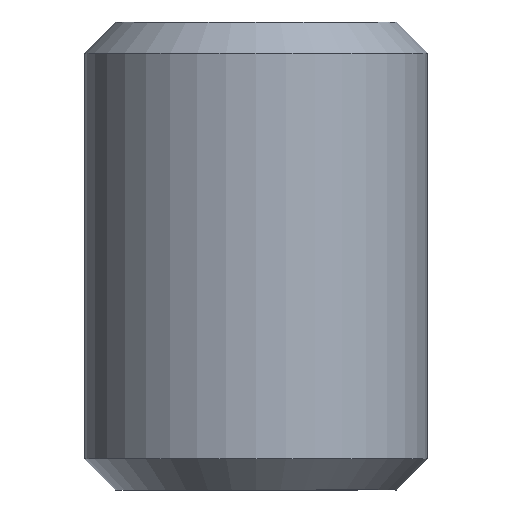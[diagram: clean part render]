
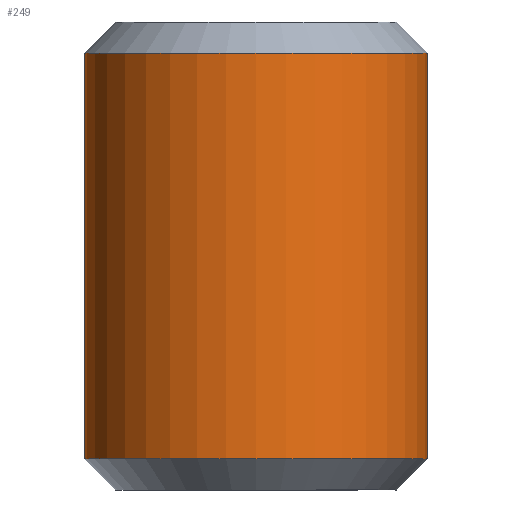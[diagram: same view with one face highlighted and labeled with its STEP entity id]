
A CAD part, front view. The second image highlights one B-rep face of the part: STEP entity #249.
In plain terms, the highlighted cylindrical face has radius 11 mm (diameter 22 mm), a full revolution.
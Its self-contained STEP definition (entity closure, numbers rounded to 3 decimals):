
#82=ORIENTED_EDGE('',*,*,#136,.T.);
#83=ORIENTED_EDGE('',*,*,#137,.T.);
#136=EDGE_CURVE('',#164,#164,#180,.T.);
#137=EDGE_CURVE('',#165,#165,#181,.T.);
#164=VERTEX_POINT('',#405);
#165=VERTEX_POINT('',#407);
#180=CIRCLE('',#285,11.);
#181=CIRCLE('',#286,11.);
#193=EDGE_LOOP('',(#82));
#194=EDGE_LOOP('',(#83));
#221=FACE_BOUND('',#193,.T.);
#222=FACE_BOUND('',#194,.T.);
#243=CYLINDRICAL_SURFACE('',#284,11.);
#249=ADVANCED_FACE('',(#221,#222),#243,.T.);
#284=AXIS2_PLACEMENT_3D('',#403,#328,#329);
#285=AXIS2_PLACEMENT_3D('',#404,#330,#331);
#286=AXIS2_PLACEMENT_3D('',#406,#332,#333);
#328=DIRECTION('',(0.,0.,1.));
#329=DIRECTION('',(1.,0.,0.));
#330=DIRECTION('',(0.,0.,-1.));
#331=DIRECTION('',(-1.,0.,0.));
#332=DIRECTION('',(0.,0.,1.));
#333=DIRECTION('',(1.,0.,0.));
#403=CARTESIAN_POINT('',(0.,0.,-9.5));
#404=CARTESIAN_POINT('',(0.,0.,18.5));
#405=CARTESIAN_POINT('',(-11.,0.,18.5));
#406=CARTESIAN_POINT('',(0.,0.,-7.5));
#407=CARTESIAN_POINT('',(11.,0.,-7.5));
